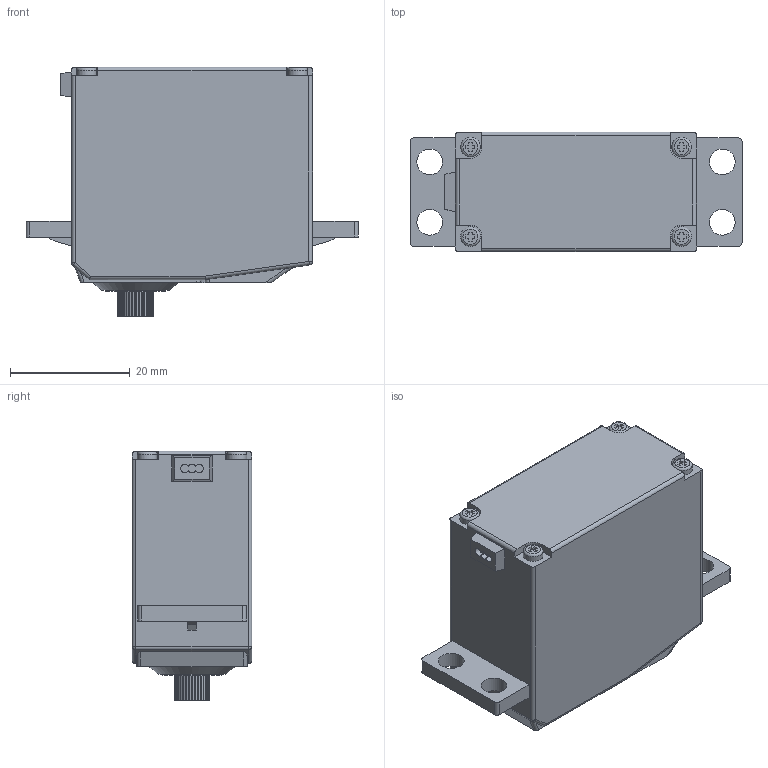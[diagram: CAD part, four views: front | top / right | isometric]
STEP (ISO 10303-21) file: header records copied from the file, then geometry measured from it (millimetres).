
FILE_DESCRIPTION((''),'2;1');
FILE_NAME('servo.step','2015-03-28T17:23:44',('Usuario'),(''),'Autodesk Inventor 2013','Autodesk Inventor 2013','');
FILE_SCHEMA(('AUTOMOTIVE_DESIGN { 1 0 10303 214 1 1 1 1 }'));
Length unit declared in the file: millimetre
Products named in the file (1): servo
Bounding box: 55.5 x 20 x 41.74 mm (x, y, z)
Volume: 29308.9 mm3; surface area: 7929.9 mm2
Topology: 1 solids, 9 shells, 365 faces, 947 edges, 624 vertices
Faces by surface type: plane 288, cylinder 66, sphere 4, torus 4, cone 3
Full cylindrical faces by diameter (mm): 1.62 x8, 1.8 x1, 2 x8, 2.3 x1, 3.3 x4, 4.3 x4, 6 x1, 9.9 x1
Entity records: 11324 total; most frequent: CARTESIAN_POINT 1900, DIRECTION 1852, ORIENTED_EDGE 1822, EDGE_CURVE 911, VECTOR 702, LINE 702, VERTEX_POINT 623, AXIS2_PLACEMENT_3D 575
